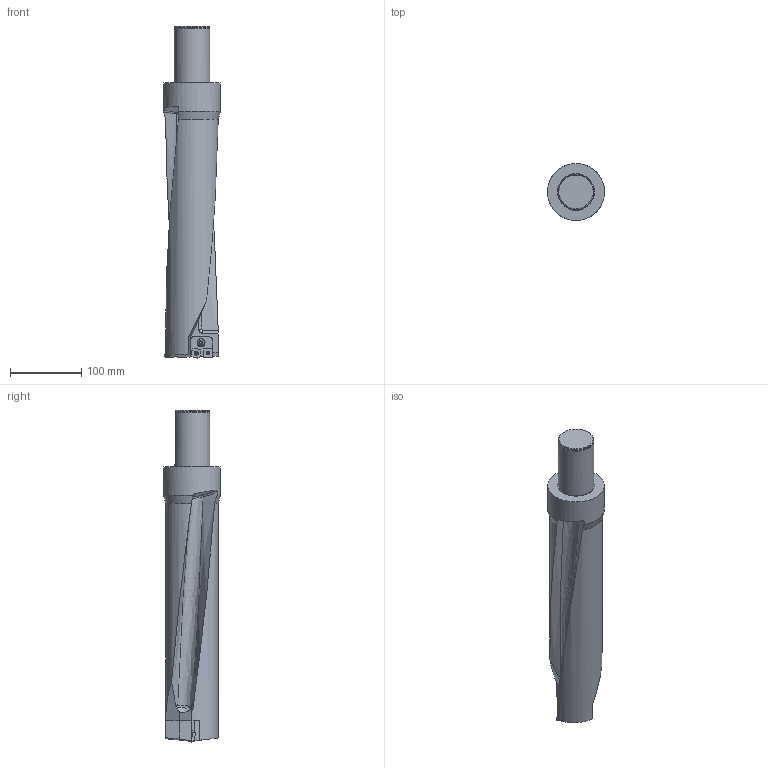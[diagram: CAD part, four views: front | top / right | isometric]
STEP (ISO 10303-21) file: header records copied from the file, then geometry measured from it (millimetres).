
FILE_DESCRIPTION(/* description */ (''),/* implementation_level */ '2;1');
FILE_NAME(/* name */ '1698763677292.stp',/* time_stamp */ '2023-10-31T15:48:05+01:00',/* author */ (''),/* organization */ ('SMS'),/* preprocessor_version */ 'ST-DEVELOPER v16.7',/* originating_system */ 'SIEMENS PLM Software NX 12.0',/* authorisation */ '');
FILE_SCHEMA (('AUTOMOTIVE_DESIGN { 1 0 10303 214 3 1 1 1 }'));
Length unit declared in the file: millimetre
Products named in the file (5): 203057616mod000_00; 203056617mod000_00; ASSEMBLY_CONSTRUCTION; 204973440mod000_00; 204976047mod000_00
Assembly tree (6 placements, depth 2):
  204976047mod000_00
    204973440mod000_00
    ASSEMBLY_CONSTRUCTION
    203056617mod000_00
    203057616mod000_00  x3
Bounding box: 80 x 80 x 466 mm (x, y, z)
Volume: 1258593.8 mm3; surface area: 128912.3 mm2
Topology: 5 solids, 5 shells, 457 faces, 1167 edges, 738 vertices
Faces by surface type: plane 223, extrusion 67, cylinder 62, cone 56, bspline 33, torus 14, sphere 2
Full cylindrical faces by diameter (mm): 3 x4, 4 x4, 4.8 x4, 11 x2, 49.992 x1, 80 x1
Entity records: 22759 total; most frequent: CARTESIAN_POINT 12617, ORIENTED_EDGE 2060, DIRECTION 1993, EDGE_CURVE 1030, AXIS2_PLACEMENT_3D 725, VERTEX_POINT 665, VECTOR 543, EDGE_LOOP 485
